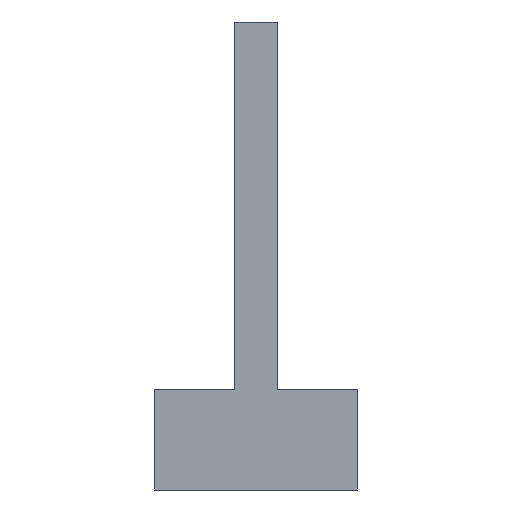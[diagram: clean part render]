
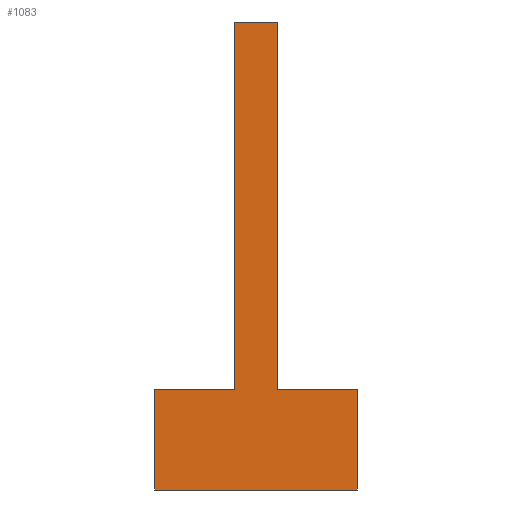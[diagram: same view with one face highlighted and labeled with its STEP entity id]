
A CAD part, left-side view. The second image highlights one B-rep face of the part: STEP entity #1083.
In plain terms, the highlighted planar face has unit normal (-1, 0, 0).
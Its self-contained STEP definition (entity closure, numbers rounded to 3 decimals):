
#28 = CARTESIAN_POINT ( 'NONE',  ( -240.5, -5., 108.8 ) ) ;
#292 = VECTOR ( 'NONE', #1850, 1000. ) ;
#352 = LINE ( 'NONE', #6410, #4093 ) ;
#380 = ORIENTED_EDGE ( 'NONE', *, *, #2407, .F. ) ;
#419 = VECTOR ( 'NONE', #2266, 1000. ) ;
#651 = VECTOR ( 'NONE', #1522, 1000. ) ;
#965 = LINE ( 'NONE', #3359, #1368 ) ;
#1020 = LINE ( 'NONE', #2067, #651 ) ;
#1083 = ADVANCED_FACE ( 'NONE', ( #3614 ), #6981, .F. ) ;
#1287 = ORIENTED_EDGE ( 'NONE', *, *, #5314, .T. ) ;
#1330 = VERTEX_POINT ( 'NONE', #6250 ) ;
#1346 = CARTESIAN_POINT ( 'NONE',  ( -240.5, 23.5, 23.3 ) ) ;
#1368 = VECTOR ( 'NONE', #4989, 1000. ) ;
#1522 = DIRECTION ( 'NONE',  ( 0., 0., -1. ) ) ;
#1578 = AXIS2_PLACEMENT_3D ( 'NONE', #6443, #2012, #5388 ) ;
#1790 = VECTOR ( 'NONE', #4726, 1000. ) ;
#1850 = DIRECTION ( 'NONE',  ( 0., 0., -1. ) ) ;
#1924 = CARTESIAN_POINT ( 'NONE',  ( -240.5, 23.5, 23.3 ) ) ;
#1994 = LINE ( 'NONE', #3631, #1790 ) ;
#2012 = DIRECTION ( 'NONE',  ( 1., 0., 0. ) ) ;
#2067 = CARTESIAN_POINT ( 'NONE',  ( -240.5, -23.5, 23.3 ) ) ;
#2071 = VERTEX_POINT ( 'NONE', #6494 ) ;
#2266 = DIRECTION ( 'NONE',  ( 0., -1., 0. ) ) ;
#2267 = VECTOR ( 'NONE', #3616, 1000. ) ;
#2407 = EDGE_CURVE ( 'NONE', #2997, #4727, #965, .T. ) ;
#2560 = LINE ( 'NONE', #6559, #419 ) ;
#2598 = CARTESIAN_POINT ( 'NONE',  ( -240.5, -23.5, 0. ) ) ;
#2920 = CARTESIAN_POINT ( 'NONE',  ( -240.5, 5., 23.3 ) ) ;
#2997 = VERTEX_POINT ( 'NONE', #6174 ) ;
#3080 = DIRECTION ( 'NONE',  ( 0., -1., 0. ) ) ;
#3224 = LINE ( 'NONE', #2598, #5965 ) ;
#3359 = CARTESIAN_POINT ( 'NONE',  ( -240.5, 5., 108.8 ) ) ;
#3367 = ORIENTED_EDGE ( 'NONE', *, *, #6148, .F. ) ;
#3440 = EDGE_LOOP ( 'NONE', ( #1287, #3367, #4485, #6679, #380, #6186, #4940, #6986 ) ) ;
#3562 = EDGE_CURVE ( 'NONE', #1330, #3970, #352, .T. ) ;
#3614 = FACE_OUTER_BOUND ( 'NONE', #3440, .T. ) ;
#3616 = DIRECTION ( 'NONE',  ( 0., 0., -1. ) ) ;
#3631 = CARTESIAN_POINT ( 'NONE',  ( -240.5, 5., 108.8 ) ) ;
#3970 = VERTEX_POINT ( 'NONE', #5170 ) ;
#4093 = VECTOR ( 'NONE', #3080, 1000. ) ;
#4235 = CARTESIAN_POINT ( 'NONE',  ( -240.5, -5., 108.8 ) ) ;
#4318 = VERTEX_POINT ( 'NONE', #6687 ) ;
#4405 = EDGE_CURVE ( 'NONE', #2997, #6916, #1994, .T. ) ;
#4485 = ORIENTED_EDGE ( 'NONE', *, *, #3562, .F. ) ;
#4726 = DIRECTION ( 'NONE',  ( 0., 0., -1. ) ) ;
#4727 = VERTEX_POINT ( 'NONE', #28 ) ;
#4871 = EDGE_CURVE ( 'NONE', #6092, #2071, #5221, .T. ) ;
#4940 = ORIENTED_EDGE ( 'NONE', *, *, #5415, .F. ) ;
#4989 = DIRECTION ( 'NONE',  ( 0., -1., 0. ) ) ;
#5170 = CARTESIAN_POINT ( 'NONE',  ( -240.5, -23.5, 23.3 ) ) ;
#5221 = LINE ( 'NONE', #1924, #292 ) ;
#5314 = EDGE_CURVE ( 'NONE', #2071, #4318, #3224, .T. ) ;
#5324 = DIRECTION ( 'NONE',  ( 0., -1., 0. ) ) ;
#5337 = EDGE_CURVE ( 'NONE', #4727, #1330, #5869, .T. ) ;
#5388 = DIRECTION ( 'NONE',  ( 0., 0., -1. ) ) ;
#5415 = EDGE_CURVE ( 'NONE', #6092, #6916, #2560, .T. ) ;
#5869 = LINE ( 'NONE', #4235, #2267 ) ;
#5965 = VECTOR ( 'NONE', #5324, 1000. ) ;
#6092 = VERTEX_POINT ( 'NONE', #1346 ) ;
#6148 = EDGE_CURVE ( 'NONE', #3970, #4318, #1020, .T. ) ;
#6174 = CARTESIAN_POINT ( 'NONE',  ( -240.5, 5., 108.8 ) ) ;
#6186 = ORIENTED_EDGE ( 'NONE', *, *, #4405, .T. ) ;
#6250 = CARTESIAN_POINT ( 'NONE',  ( -240.5, -5., 23.3 ) ) ;
#6410 = CARTESIAN_POINT ( 'NONE',  ( -240.5, -23.5, 23.3 ) ) ;
#6443 = CARTESIAN_POINT ( 'NONE',  ( -240.5, -23.5, 23.3 ) ) ;
#6494 = CARTESIAN_POINT ( 'NONE',  ( -240.5, 23.5, 0. ) ) ;
#6559 = CARTESIAN_POINT ( 'NONE',  ( -240.5, -23.5, 23.3 ) ) ;
#6679 = ORIENTED_EDGE ( 'NONE', *, *, #5337, .F. ) ;
#6687 = CARTESIAN_POINT ( 'NONE',  ( -240.5, -23.5, 0. ) ) ;
#6916 = VERTEX_POINT ( 'NONE', #2920 ) ;
#6981 = PLANE ( 'NONE',  #1578 ) ;
#6986 = ORIENTED_EDGE ( 'NONE', *, *, #4871, .T. ) ;
